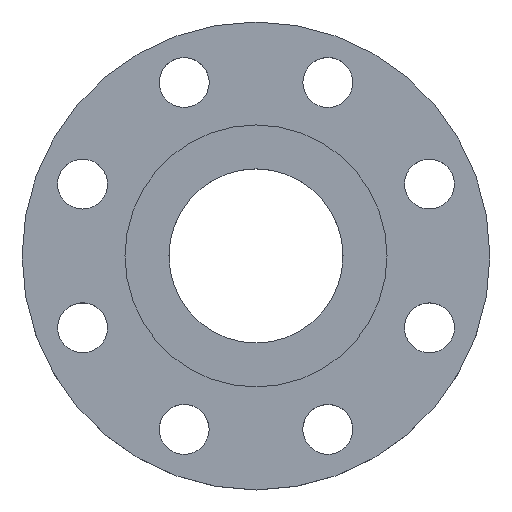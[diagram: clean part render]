
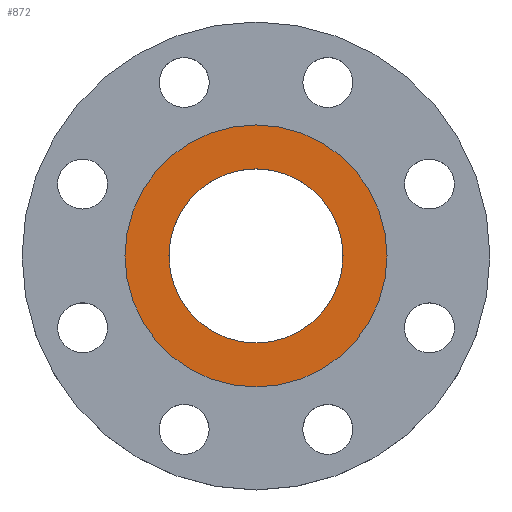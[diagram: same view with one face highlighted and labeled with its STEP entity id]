
A CAD part, top view. The second image highlights one B-rep face of the part: STEP entity #872.
In plain terms, the highlighted planar face has unit normal (0, 0, 1).
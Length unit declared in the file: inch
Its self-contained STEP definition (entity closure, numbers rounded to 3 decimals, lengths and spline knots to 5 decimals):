
#15 = DIRECTION ( 'NONE',  ( 0., 0., 1. ) ) ;
#92 = CIRCLE ( 'NONE', #326, 2.31 ) ;
#110 = AXIS2_PLACEMENT_3D ( 'NONE', #753, #15, #247 ) ;
#113 = CIRCLE ( 'NONE', #448, 1.535 ) ;
#130 = EDGE_CURVE ( 'NONE', #663, #261, #928, .T. ) ;
#160 = CARTESIAN_POINT ( 'NONE',  ( 0., 0., 0. ) ) ;
#178 = AXIS2_PLACEMENT_3D ( 'NONE', #160, #1001, #496 ) ;
#240 = VERTEX_POINT ( 'NONE', #494 ) ;
#246 = EDGE_CURVE ( 'NONE', #669, #240, #113, .T. ) ;
#247 = DIRECTION ( 'NONE',  ( 1., 0., 0. ) ) ;
#261 = VERTEX_POINT ( 'NONE', #612 ) ;
#290 = CARTESIAN_POINT ( 'NONE',  ( 0., 0., 0. ) ) ;
#301 = DIRECTION ( 'NONE',  ( 0., 0., 1. ) ) ;
#326 = AXIS2_PLACEMENT_3D ( 'NONE', #828, #301, #628 ) ;
#357 = CIRCLE ( 'NONE', #777, 1.535 ) ;
#359 = CARTESIAN_POINT ( 'NONE',  ( 2.31, 0., 0. ) ) ;
#448 = AXIS2_PLACEMENT_3D ( 'NONE', #290, #788, #1019 ) ;
#494 = CARTESIAN_POINT ( 'NONE',  ( 1.535, 0., 0. ) ) ;
#496 = DIRECTION ( 'NONE',  ( 1., 0., 0. ) ) ;
#504 = PLANE ( 'NONE',  #178 ) ;
#525 = DIRECTION ( 'NONE',  ( 0., 0., 1. ) ) ;
#550 = ORIENTED_EDGE ( 'NONE', *, *, #130, .T. ) ;
#580 = FACE_OUTER_BOUND ( 'NONE', #884, .T. ) ;
#594 = ORIENTED_EDGE ( 'NONE', *, *, #831, .T. ) ;
#612 = CARTESIAN_POINT ( 'NONE',  ( -2.31, 0., 0. ) ) ;
#616 = EDGE_CURVE ( 'NONE', #240, #669, #357, .T. ) ;
#627 = ORIENTED_EDGE ( 'NONE', *, *, #616, .F. ) ;
#628 = DIRECTION ( 'NONE',  ( 1., 0., 0. ) ) ;
#663 = VERTEX_POINT ( 'NONE', #359 ) ;
#669 = VERTEX_POINT ( 'NONE', #688 ) ;
#688 = CARTESIAN_POINT ( 'NONE',  ( -1.535, 0., 0. ) ) ;
#692 = ORIENTED_EDGE ( 'NONE', *, *, #246, .F. ) ;
#753 = CARTESIAN_POINT ( 'NONE',  ( 0., 0., 0. ) ) ;
#777 = AXIS2_PLACEMENT_3D ( 'NONE', #943, #525, #864 ) ;
#788 = DIRECTION ( 'NONE',  ( 0., 0., 1. ) ) ;
#800 = EDGE_LOOP ( 'NONE', ( #627, #692 ) ) ;
#828 = CARTESIAN_POINT ( 'NONE',  ( 0., 0., 0. ) ) ;
#831 = EDGE_CURVE ( 'NONE', #261, #663, #92, .T. ) ;
#864 = DIRECTION ( 'NONE',  ( 1., 0., 0. ) ) ;
#872 = ADVANCED_FACE ( 'NONE', ( #918, #580 ), #504, .T. ) ;
#884 = EDGE_LOOP ( 'NONE', ( #550, #594 ) ) ;
#918 = FACE_BOUND ( 'NONE', #800, .T. ) ;
#928 = CIRCLE ( 'NONE', #110, 2.31 ) ;
#943 = CARTESIAN_POINT ( 'NONE',  ( 0., 0., 0. ) ) ;
#1001 = DIRECTION ( 'NONE',  ( 0., 0., 1. ) ) ;
#1019 = DIRECTION ( 'NONE',  ( 1., 0., 0. ) ) ;
